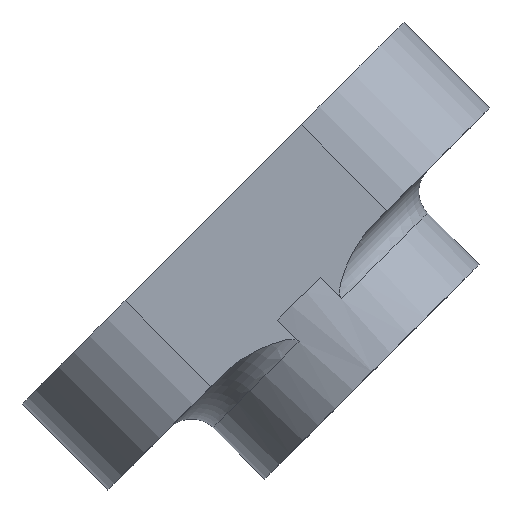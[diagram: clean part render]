
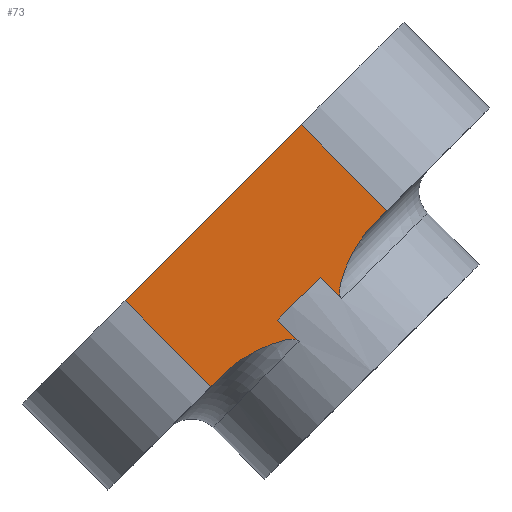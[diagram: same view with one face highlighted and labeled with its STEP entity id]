
A CAD part, top view. The second image highlights one B-rep face of the part: STEP entity #73.
In plain terms, the highlighted planar face has unit normal (0, 0, 1).
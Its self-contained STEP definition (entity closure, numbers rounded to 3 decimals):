
#5 = EDGE_CURVE ( 'NONE', #328, #1664, #273, .T. ) ;
#7 = CARTESIAN_POINT ( 'NONE',  ( 30.47, 13.317, 4.9 ) ) ;
#66 = CARTESIAN_POINT ( 'NONE',  ( 27.984, 9.5, 4.9 ) ) ;
#73 = ADVANCED_FACE ( 'NONE', ( #4092 ), #165, .F. ) ;
#116 = CARTESIAN_POINT ( 'NONE',  ( 29.793, 12.39, 4.9 ) ) ;
#118 = VERTEX_POINT ( 'NONE', #4416 ) ;
#141 = CARTESIAN_POINT ( 'NONE',  ( 25.573, 8.421, 4.9 ) ) ;
#165 = PLANE ( 'NONE',  #809 ) ;
#273 = LINE ( 'NONE', #717, #4271 ) ;
#308 = CARTESIAN_POINT ( 'NONE',  ( 30.921, 13.768, 4.9 ) ) ;
#320 = VECTOR ( 'NONE', #2050, 1000. ) ;
#328 = VERTEX_POINT ( 'NONE', #510 ) ;
#379 = ORIENTED_EDGE ( 'NONE', *, *, #4837, .F. ) ;
#491 = CARTESIAN_POINT ( 'NONE',  ( 29.379, 11.314, 4.9 ) ) ;
#510 = CARTESIAN_POINT ( 'NONE',  ( 29.433, 10.865, 4.9 ) ) ;
#558 = CARTESIAN_POINT ( 'NONE',  ( 27.467, 9.485, 4.9 ) ) ;
#601 = ORIENTED_EDGE ( 'NONE', *, *, #2292, .T. ) ;
#662 = VECTOR ( 'NONE', #2477, 1000. ) ;
#717 = CARTESIAN_POINT ( 'NONE',  ( 29.433, 10.865, 4.9 ) ) ;
#738 = EDGE_CURVE ( 'NONE', #1039, #2859, #1343, .T. ) ;
#740 = EDGE_CURVE ( 'NONE', #3481, #973, #4377, .T. ) ;
#770 = DIRECTION ( 'NONE',  ( -0.707, 0.707, 0. ) ) ;
#809 = AXIS2_PLACEMENT_3D ( 'NONE', #1725, #2094, #2845 ) ;
#862 = CARTESIAN_POINT ( 'NONE',  ( 29.906, 12.592, 4.9 ) ) ;
#912 = CARTESIAN_POINT ( 'NONE',  ( 27.58, 9.513, 4.9 ) ) ;
#970 = DIRECTION ( 'NONE',  ( -0.707, -0.707, 0. ) ) ;
#973 = VERTEX_POINT ( 'NONE', #4637 ) ;
#1039 = VERTEX_POINT ( 'NONE', #1954 ) ;
#1050 = VERTEX_POINT ( 'NONE', #1580 ) ;
#1068 = VECTOR ( 'NONE', #2744, 1000. ) ;
#1244 = CARTESIAN_POINT ( 'NONE',  ( 27.926, 9.519, 4.9 ) ) ;
#1268 = CARTESIAN_POINT ( 'NONE',  ( 30.47, 13.317, 4.9 ) ) ;
#1343 = LINE ( 'NONE', #4423, #320 ) ;
#1372 = VERTEX_POINT ( 'NONE', #4632 ) ;
#1427 = LINE ( 'NONE', #308, #3381 ) ;
#1433 = DIRECTION ( 'NONE',  ( -0.707, -0.707, 0. ) ) ;
#1501 = VECTOR ( 'NONE', #970, 1000. ) ;
#1526 = LINE ( 'NONE', #4223, #4833 ) ;
#1556 = LINE ( 'NONE', #3867, #1068 ) ;
#1578 = CARTESIAN_POINT ( 'NONE',  ( 30.306, 13.153, 4.9 ) ) ;
#1580 = CARTESIAN_POINT ( 'NONE',  ( 30.921, 13.768, 4.9 ) ) ;
#1630 = CARTESIAN_POINT ( 'NONE',  ( 25.918, 8.728, 4.9 ) ) ;
#1650 = CARTESIAN_POINT ( 'NONE',  ( 28.025, 9.458, 4.9 ) ) ;
#1664 = VERTEX_POINT ( 'NONE', #4383 ) ;
#1725 = CARTESIAN_POINT ( 'NONE',  ( 30.921, 13.768, 4.9 ) ) ;
#1821 = DIRECTION ( 'NONE',  ( -0.707, -0.707, 0. ) ) ;
#1954 = CARTESIAN_POINT ( 'NONE',  ( 27.318, 10.165, 4.9 ) ) ;
#1968 = ORIENTED_EDGE ( 'NONE', *, *, #3059, .F. ) ;
#1995 = CARTESIAN_POINT ( 'NONE',  ( 25.738, 8.585, 4.9 ) ) ;
#2018 = CARTESIAN_POINT ( 'NONE',  ( 29.506, 11.759, 4.9 ) ) ;
#2050 = DIRECTION ( 'NONE',  ( 0.707, -0.707, 0. ) ) ;
#2064 = CARTESIAN_POINT ( 'NONE',  ( 29.433, 10.865, 4.9 ) ) ;
#2094 = DIRECTION ( 'NONE',  ( 0., 0., -1. ) ) ;
#2105 = VECTOR ( 'NONE', #1433, 1000. ) ;
#2266 = EDGE_CURVE ( 'NONE', #328, #2575, #4615, .T. ) ;
#2292 = EDGE_CURVE ( 'NONE', #118, #2859, #3839, .T. ) ;
#2366 = CARTESIAN_POINT ( 'NONE',  ( 29.359, 11.14, 4.9 ) ) ;
#2477 = DIRECTION ( 'NONE',  ( -0.707, 0.707, 0. ) ) ;
#2531 = LINE ( 'NONE', #4052, #662 ) ;
#2549 = ORIENTED_EDGE ( 'NONE', *, *, #2934, .T. ) ;
#2575 = VERTEX_POINT ( 'NONE', #7 ) ;
#2744 = DIRECTION ( 'NONE',  ( -0.707, -0.707, 0. ) ) ;
#2794 = CARTESIAN_POINT ( 'NONE',  ( 27.133, 9.386, 4.9 ) ) ;
#2816 = CARTESIAN_POINT ( 'NONE',  ( 26.5, 9.098, 4.9 ) ) ;
#2837 = ORIENTED_EDGE ( 'NONE', *, *, #4581, .F. ) ;
#2845 = DIRECTION ( 'NONE',  ( 0., 1., 0. ) ) ;
#2854 = ORIENTED_EDGE ( 'NONE', *, *, #5, .F. ) ;
#2859 = VERTEX_POINT ( 'NONE', #4405 ) ;
#2893 = LINE ( 'NONE', #3706, #2105 ) ;
#2934 = EDGE_CURVE ( 'NONE', #1050, #3481, #2531, .T. ) ;
#3059 = EDGE_CURVE ( 'NONE', #1664, #1039, #1556, .T. ) ;
#3121 = CARTESIAN_POINT ( 'NONE',  ( 26.918, 9.298, 4.9 ) ) ;
#3168 = CARTESIAN_POINT ( 'NONE',  ( 26.299, 8.984, 4.9 ) ) ;
#3183 = EDGE_LOOP ( 'NONE', ( #4780, #2837, #4859, #601, #4630, #1968, #2854, #4040, #379, #2549 ) ) ;
#3246 = CARTESIAN_POINT ( 'NONE',  ( 28.093, 16.597, 4.9 ) ) ;
#3251 = EDGE_CURVE ( 'NONE', #118, #1372, #1427, .T. ) ;
#3381 = VECTOR ( 'NONE', #1821, 1000. ) ;
#3481 = VERTEX_POINT ( 'NONE', #4254 ) ;
#3549 = CARTESIAN_POINT ( 'NONE',  ( 29.371, 10.966, 4.9 ) ) ;
#3706 = CARTESIAN_POINT ( 'NONE',  ( 30.921, 13.768, 4.9 ) ) ;
#3839 = B_SPLINE_CURVE_WITH_KNOTS ( 'NONE', 3,
 ( #141, #1995, #1630, #3168, #2816, #3121, #2794, #558, #912, #4342, #4393, #1244, #66, #1650 ),
 .UNSPECIFIED., .F., .F.,
 ( 4, 2, 2, 2, 2, 2, 4 ),
 ( 0., 0.001, 0.001, 0.002, 0.002, 0.003, 0.003 ),
 .UNSPECIFIED. ) ;
#3867 = CARTESIAN_POINT ( 'NONE',  ( 30.921, 13.768, 4.9 ) ) ;
#3963 = CARTESIAN_POINT ( 'NONE',  ( 29.356, 11.082, 4.9 ) ) ;
#4040 = ORIENTED_EDGE ( 'NONE', *, *, #2266, .T. ) ;
#4052 = CARTESIAN_POINT ( 'NONE',  ( 30.921, 13.768, 4.9 ) ) ;
#4092 = FACE_OUTER_BOUND ( 'NONE', #3183, .T. ) ;
#4223 = CARTESIAN_POINT ( 'NONE',  ( 25.123, 7.97, 4.9 ) ) ;
#4254 = CARTESIAN_POINT ( 'NONE',  ( 28.093, 16.597, 4.9 ) ) ;
#4271 = VECTOR ( 'NONE', #4929, 1000. ) ;
#4321 = CARTESIAN_POINT ( 'NONE',  ( 29.593, 11.973, 4.9 ) ) ;
#4342 = CARTESIAN_POINT ( 'NONE',  ( 27.752, 9.532, 4.9 ) ) ;
#4368 = CARTESIAN_POINT ( 'NONE',  ( 29.407, 11.427, 4.9 ) ) ;
#4377 = LINE ( 'NONE', #3246, #1501 ) ;
#4383 = CARTESIAN_POINT ( 'NONE',  ( 28.725, 11.573, 4.9 ) ) ;
#4393 = CARTESIAN_POINT ( 'NONE',  ( 27.811, 9.535, 4.9 ) ) ;
#4405 = CARTESIAN_POINT ( 'NONE',  ( 28.025, 9.458, 4.9 ) ) ;
#4416 = CARTESIAN_POINT ( 'NONE',  ( 25.573, 8.421, 4.9 ) ) ;
#4423 = CARTESIAN_POINT ( 'NONE',  ( 27.318, 10.165, 4.9 ) ) ;
#4581 = EDGE_CURVE ( 'NONE', #1372, #973, #1526, .T. ) ;
#4615 = B_SPLINE_CURVE_WITH_KNOTS ( 'NONE', 3,
 ( #2064, #4703, #3549, #3963, #2366, #491, #4368, #2018, #4321, #116, #862, #4723, #1578, #1268 ),
 .UNSPECIFIED., .F., .F.,
 ( 4, 2, 2, 2, 2, 2, 4 ),
 ( 0., 0., 0., 0.001, 0.001, 0.002, 0.003 ),
 .UNSPECIFIED. ) ;
#4630 = ORIENTED_EDGE ( 'NONE', *, *, #738, .F. ) ;
#4632 = CARTESIAN_POINT ( 'NONE',  ( 25.123, 7.97, 4.9 ) ) ;
#4637 = CARTESIAN_POINT ( 'NONE',  ( 22.294, 10.798, 4.9 ) ) ;
#4703 = CARTESIAN_POINT ( 'NONE',  ( 29.391, 10.907, 4.9 ) ) ;
#4723 = CARTESIAN_POINT ( 'NONE',  ( 30.163, 12.973, 4.9 ) ) ;
#4780 = ORIENTED_EDGE ( 'NONE', *, *, #740, .T. ) ;
#4833 = VECTOR ( 'NONE', #770, 1000. ) ;
#4837 = EDGE_CURVE ( 'NONE', #1050, #2575, #2893, .T. ) ;
#4859 = ORIENTED_EDGE ( 'NONE', *, *, #3251, .F. ) ;
#4929 = DIRECTION ( 'NONE',  ( -0.707, 0.707, 0. ) ) ;
